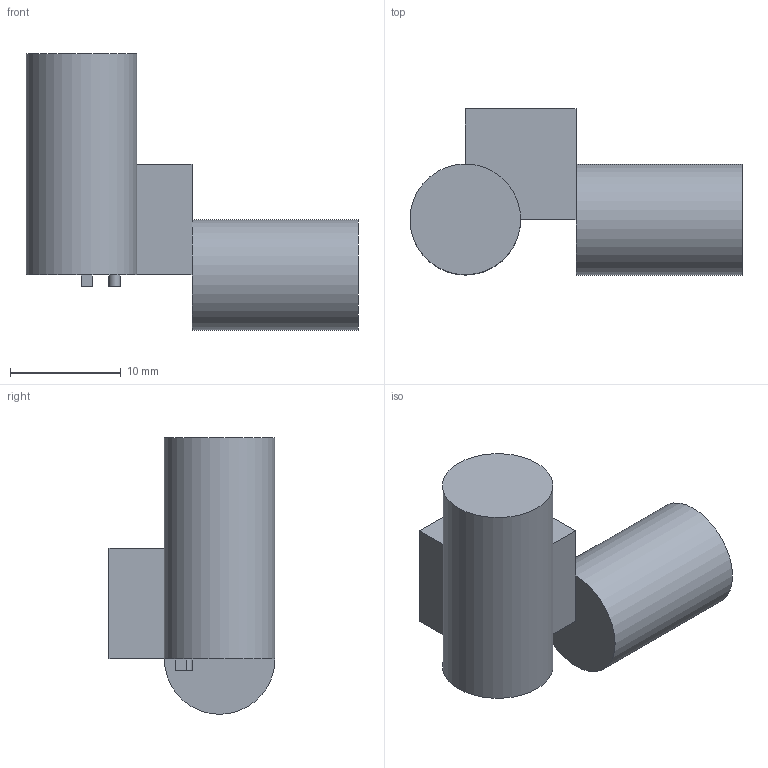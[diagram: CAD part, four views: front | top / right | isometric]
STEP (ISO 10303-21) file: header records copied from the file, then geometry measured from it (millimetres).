
FILE_DESCRIPTION(('FreeCAD Model'),'2;1');
FILE_NAME('Open CASCADE Shape Model','2025-10-30T13:46:26',('FreeCAD'),( 'FreeCAD'),'Open CASCADE STEP processor 7.8','FreeCAD','Unknown');
FILE_SCHEMA(('AUTOMOTIVE_DESIGN { 1 0 10303 214 1 1 1 1 }'));
Length unit declared in the file: millimetre
Products named in the file (1): Open CASCADE STEP translator 7.8 1
Bounding box: 30 x 15 x 25 mm (x, y, z)
Volume: 3750.7 mm3; surface area: 2024.4 mm2
Topology: 5 solids, 5 shells, 21 faces, 33 edges, 22 vertices
Faces by surface type: plane 18, cylinder 3
Full cylindrical faces by diameter (mm): 1 x1, 10 x2
Entity records: 475 total; most frequent: DIRECTION 83, CARTESIAN_POINT 77, ORIENTED_EDGE 66, EDGE_CURVE 33, AXIS2_PLACEMENT_3D 28, LINE 27, VECTOR 27, VERTEX_POINT 22
